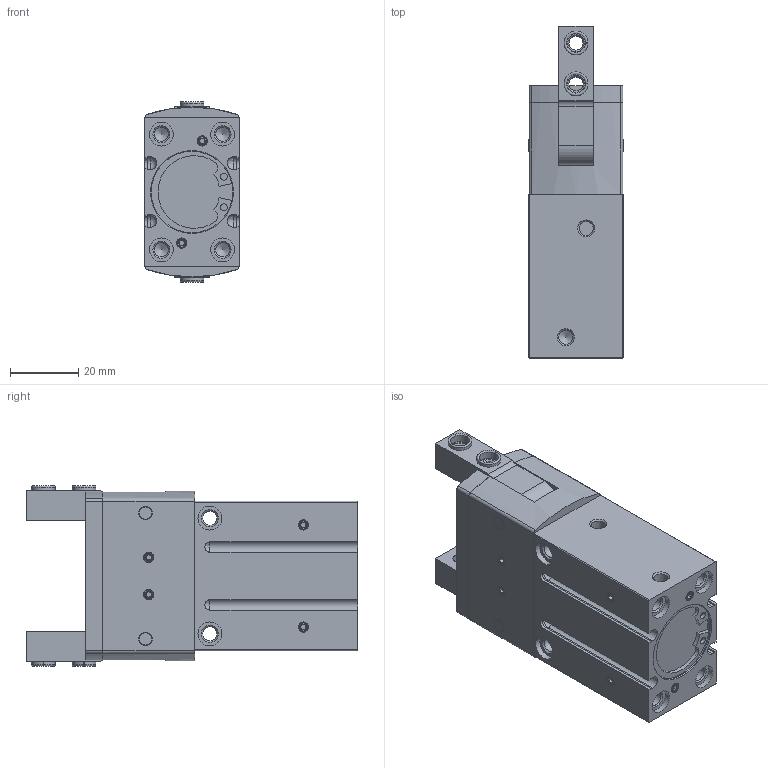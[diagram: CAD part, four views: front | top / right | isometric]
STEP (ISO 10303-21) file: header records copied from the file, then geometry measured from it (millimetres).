
FILE_DESCRIPTION(/* description */ ('STEP AP214'),/* implementation_level */ '2;1');
FILE_NAME(/* name */ '563907_HGRT-20-A-G2',/* time_stamp */ '2024-08-21T15:47:20+02:00',/* author */ ('License CC BY-ND 4.0'),/* organization */ ('CADENAS'),/* preprocessor_version */ 'ST-DEVELOPER v19.3',/* originating_system */ 'PARTsolutions',/* authorisation */ ' ');
FILE_SCHEMA (('AUTOMOTIVE_DESIGN {1 0 10303 214 3 1 1}'));
Length unit declared in the file: millimetre
Products named in the file (9): 563907 HGRT-20-A-G2---(0); 563907 HGRT-20-A-G2---(Geh); DIN-913 - M3x4; 563907 HGRT-20-A-G2---(Griff_Links); 8146544 ZBH-7-B; 563907 HGRT-20-A-G2---(Griff_Rechts); 563907 HGRT-20-A-G2---(Kul); 563907 HGRT-20-A-G2---(Dec); DIN-913 - M6x5
Assembly tree (18 placements, depth 2):
  563907 HGRT-20-A-G2---(0)
    563907 HGRT-20-A-G2---(Geh)
    DIN-913 - M3x4  x8
    563907 HGRT-20-A-G2---(Griff_Links)
    8146544 ZBH-7-B  x4
    563907 HGRT-20-A-G2---(Griff_Rechts)
    563907 HGRT-20-A-G2---(Kul)
    563907 HGRT-20-A-G2---(Dec)
    DIN-913 - M6x5
Bounding box: 28 x 97.5 x 53 mm (x, y, z)
Volume: 87274.4 mm3; surface area: 32981.1 mm2
Topology: 18 solids, 18 shells, 550 faces, 1243 edges, 767 vertices
Faces by surface type: plane 267, cylinder 151, cone 112, torus 12, sphere 8
Full cylindrical faces by diameter (mm): 2 x2, 2.459 x8, 3 x12, 4 x4, 4.01 x4, 4.134 x12, 4.2 x2, 4.5 x4, 4.9 x4, 4.917 x1, 6 x1, 7 x10, 7.4 x2, 24 x1, 25.2 x1
Entity records: 11465 total; most frequent: DIRECTION 2024, CARTESIAN_POINT 1932, ORIENTED_EDGE 1680, EDGE_CURVE 840, AXIS2_PLACEMENT_3D 775, VERTEX_POINT 609, FACE_BOUND 603, EDGE_LOOP 596
